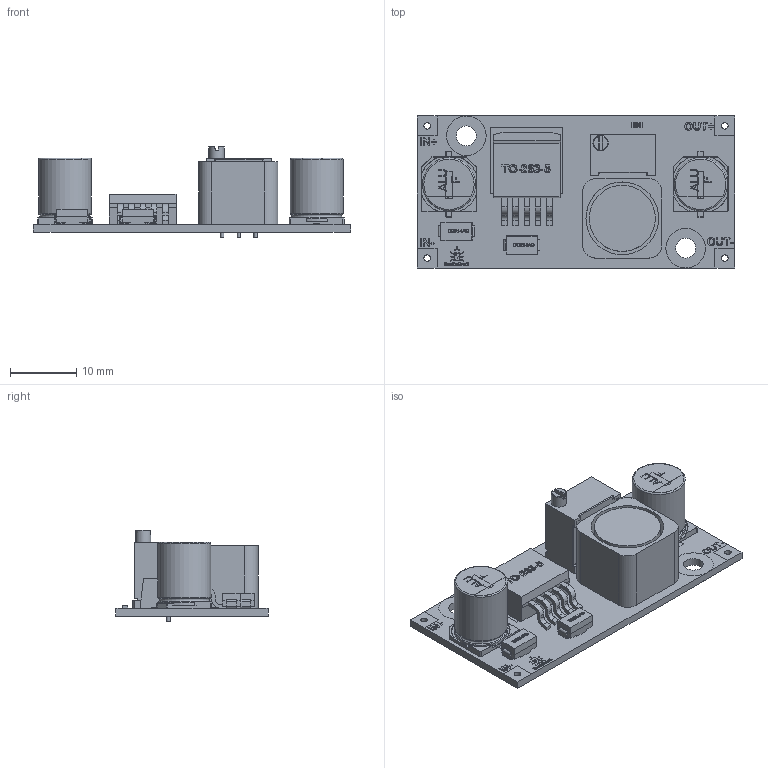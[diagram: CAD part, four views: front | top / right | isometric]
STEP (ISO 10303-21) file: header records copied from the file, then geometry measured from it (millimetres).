
FILE_DESCRIPTION(/* description */ (''),/* implementation_level */ '2;1');
FILE_NAME(/* name */ 'MODULO DC-DC LM2596.step',/* time_stamp */ '2019-09-24T12:40:49-05:00',/* author */ (''),/* organization */ (''),/* preprocessor_version */ 'ST-DEVELOPER v18',/* originating_system */ 'Autodesk Translation Framework v8.6.0.1094',/* authorisation */ '');
FILE_SCHEMA (('AUTOMOTIVE_DESIGN { 1 0 10303 214 3 1 1 }'));
Length unit declared in the file: millimetre
Products named in the file (17): MODULO DC-DC LM2596; TO-263-5_LM2596; User Library-DC-DC MODULE LM2596s_User Library-TO-263-5_TO-263-5_Body
_1; User Library-DC-DC MODULE LM2596s_User Library-TO-263-5_TO-263-5_Lead
s_1; User Library-DC-DC MODULE LM2596s_User Library-TO-263-5_TO-263-5_Mark
ing_1; CAP_LM2596; R2_LM2596; User Library-DC-DC MODULE LM2596s_R0603; CAP_LM2596-1; User Library-DC-DC MODULE LM2596s_User Library-ALU-F_Pins_1; User Library-DC-DC MODULE LM2596s_User Library-ALU-F_Fuss_1; User Library-DC-DC MODULE LM2596s_User Library-ALU-F_K_X_F6rper_1; User Library-DC-DC MODULE LM2596s_User Library-ALU-F_Beschriftung_1; BASE_LM2596; INDUCTOR_LM2596; POT_LM2596; DIODE_LM2596
Assembly tree (21 placements, depth 3):
  MODULO DC-DC LM2596
    TO-263-5_LM2596
      User Library-DC-DC MODULE LM2596s_User Library-TO-263-5_TO-263-5_Body
_1
      User Library-DC-DC MODULE LM2596s_User Library-TO-263-5_TO-263-5_Lead
s_1
      User Library-DC-DC MODULE LM2596s_User Library-TO-263-5_TO-263-5_Mark
ing_1
    CAP_LM2596
      User Library-DC-DC MODULE LM2596s_User Library-ALU-F_Pins_1
      User Library-DC-DC MODULE LM2596s_User Library-ALU-F_Fuss_1
      User Library-DC-DC MODULE LM2596s_User Library-ALU-F_K_X_F6rper_1
      User Library-DC-DC MODULE LM2596s_User Library-ALU-F_Beschriftung_1
    R2_LM2596
      User Library-DC-DC MODULE LM2596s_R0603
    CAP_LM2596-1
      User Library-DC-DC MODULE LM2596s_User Library-ALU-F_Pins_1
      User Library-DC-DC MODULE LM2596s_User Library-ALU-F_Fuss_1
      User Library-DC-DC MODULE LM2596s_User Library-ALU-F_K_X_F6rper_1
      User Library-DC-DC MODULE LM2596s_User Library-ALU-F_Beschriftung_1
    BASE_LM2596
    INDUCTOR_LM2596
    POT_LM2596
    DIODE_LM2596  x2
Bounding box: 48 x 23 x 13.81 mm (x, y, z)
Volume: 4634.1 mm3; surface area: 5833.1 mm2
Topology: 24 solids, 24 shells, 1760 faces, 4646 edges, 3025 vertices
Faces by surface type: plane 947, bspline 490, cylinder 233, torus 56, sphere 32, cone 2
Full cylindrical faces by diameter (mm): 0.193 x1, 0.314 x4, 0.52 x3, 1 x4, 2.29 x1, 3 x2, 6 x4, 8 x4, 10 x1, 11 x1
Entity records: 56186 total; most frequent: CARTESIAN_POINT 24394, ORIENTED_EDGE 7214, DIRECTION 5046, EDGE_CURVE 3607, VERTEX_POINT 2374, LINE 2324, VECTOR 2324, EDGE_LOOP 1463
